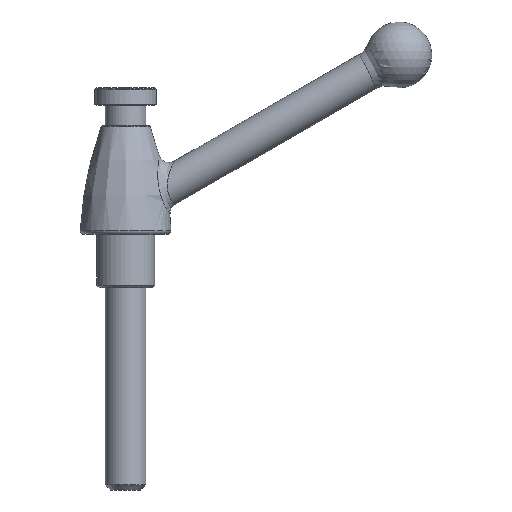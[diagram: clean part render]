
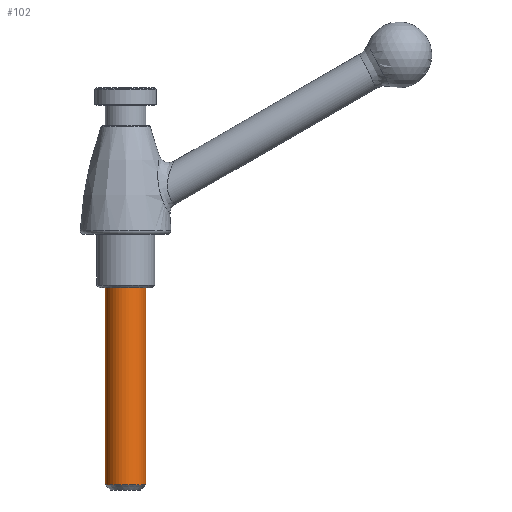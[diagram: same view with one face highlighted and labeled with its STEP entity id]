
A CAD part, front view. The second image highlights one B-rep face of the part: STEP entity #102.
In plain terms, the highlighted cylindrical face has radius 4 mm (diameter 8 mm), a full revolution.
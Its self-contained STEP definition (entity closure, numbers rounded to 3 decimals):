
#102 = ADVANCED_FACE( '', ( #223, #224 ), #225, .T. );
#223 = FACE_OUTER_BOUND( '', #1838, .T. );
#224 = FACE_OUTER_BOUND( '', #1839, .T. );
#225 = CYLINDRICAL_SURFACE( '', #1840, 4. );
#1838 = EDGE_LOOP( '', ( #1990 ) );
#1839 = EDGE_LOOP( '', ( #1991 ) );
#1840 = AXIS2_PLACEMENT_3D( '', #1992, #1993, #1994 );
#1990 = ORIENTED_EDGE( '', *, *, #2059, .T. );
#1991 = ORIENTED_EDGE( '', *, *, #2052, .T. );
#1992 = CARTESIAN_POINT( '', ( 0., 0., -40. ) );
#1993 = DIRECTION( '', ( 0., 0., -1. ) );
#1994 = DIRECTION( '', ( 1., 0., 0. ) );
#2052 = EDGE_CURVE( '', #2131, #2131, #2132, .F. );
#2059 = EDGE_CURVE( '', #2140, #2140, #2141, .F. );
#2131 = VERTEX_POINT( '', #3069 );
#2132 = CIRCLE( '', #3070, 4. );
#2140 = VERTEX_POINT( '', #3078 );
#2141 = CIRCLE( '', #3079, 4. );
#3069 = CARTESIAN_POINT( '', ( 4., 0., 0. ) );
#3070 = AXIS2_PLACEMENT_3D( '', #3142, #3143, #3144 );
#3078 = CARTESIAN_POINT( '', ( -4., 0., -39. ) );
#3079 = AXIS2_PLACEMENT_3D( '', #3148, #3149, #3150 );
#3142 = CARTESIAN_POINT( '', ( 0., 0., 0. ) );
#3143 = DIRECTION( '', ( 0., 0., 1. ) );
#3144 = DIRECTION( '', ( 1., 0., 0. ) );
#3148 = CARTESIAN_POINT( '', ( 0., 0., -39. ) );
#3149 = DIRECTION( '', ( 0., 0., -1. ) );
#3150 = DIRECTION( '', ( -1., 0., 0. ) );
